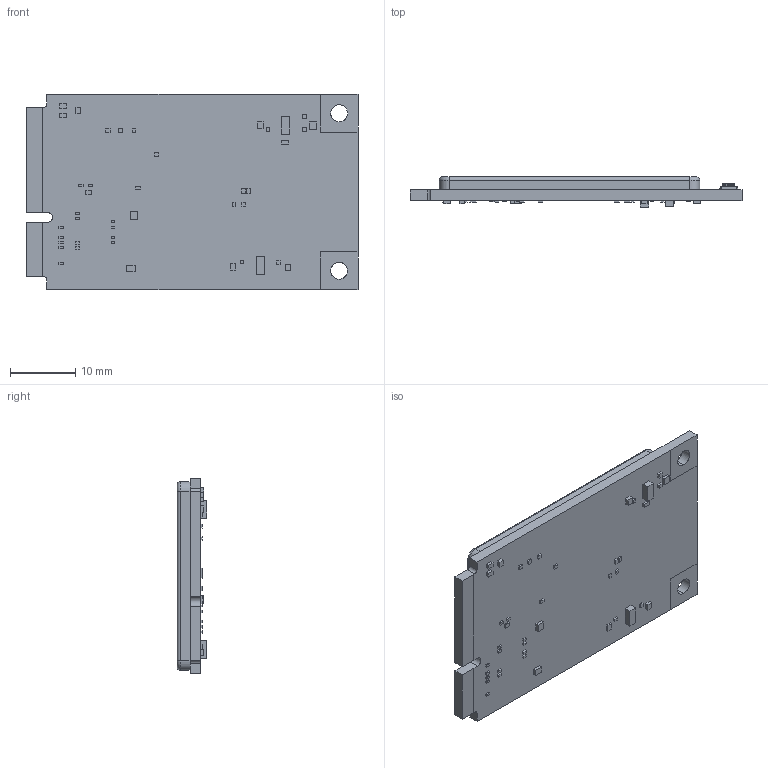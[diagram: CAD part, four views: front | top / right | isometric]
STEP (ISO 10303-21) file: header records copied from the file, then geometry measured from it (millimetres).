
FILE_DESCRIPTION (( 'STEP AP214' ), '1' );
FILE_NAME ('LoRaWAN WM1302.STEP', '2022-08-22T10:04:31', ( 'user' ), ( '' ), 'SwSTEP 2.0', 'SolidWorks 2021', '' );
FILE_SCHEMA (( 'AUTOMOTIVE_DESIGN' ));
Length unit declared in the file: millimetre
Products named in the file (1): LoRaWAN WM1302
Bounding box: 51 x 4.6 x 30 mm (x, y, z)
Volume: 4731.8 mm3; surface area: 6016.6 mm2
Topology: 56 solids, 56 shells, 462 faces, 1046 edges, 696 vertices
Faces by surface type: plane 443, cylinder 15, torus 4
Entity records: 15805 total; most frequent: CARTESIAN_POINT 2335, ORIENTED_EDGE 2092, DIRECTION 2006, EDGE_CURVE 1046, LINE 964, VECTOR 964, VERTEX_POINT 696, AXIS2_PLACEMENT_3D 521
